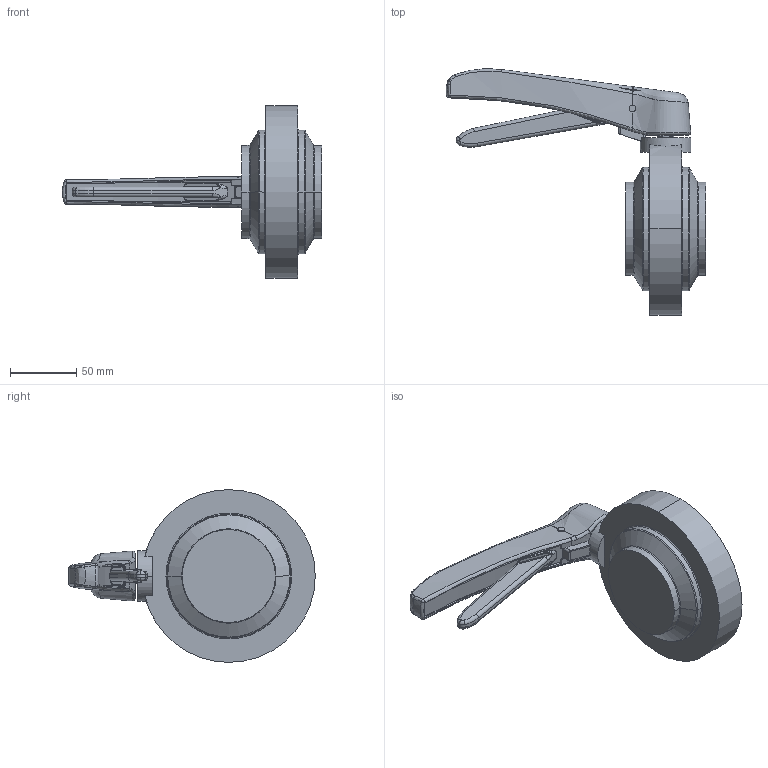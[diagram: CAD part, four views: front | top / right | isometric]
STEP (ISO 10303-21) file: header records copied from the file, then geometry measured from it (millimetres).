
FILE_DESCRIPTION (( 'STEP AP214' ), '1' );
FILE_NAME ('4301065xxx-xxx.STEP', '2012-11-15T07:15:42', ( 'Install' ), ( '' ), 'SwSTEP 2.0', 'SolidWorks 2011', '' );
FILE_SCHEMA (( 'AUTOMOTIVE_DESIGN' ));
Length unit declared in the file: millimetre
Products named in the file (1): 4301065xxx-xxx
Bounding box: 194.99 x 185.47 x 130 mm (x, y, z)
Volume: 627462.3 mm3; surface area: 68148.2 mm2
Topology: 1 solids, 1 shells, 198 faces, 505 edges, 308 vertices
Faces by surface type: bspline 71, cylinder 53, plane 46, torus 24, cone 4
Entity records: 11586 total; most frequent: CARTESIAN_POINT 7446, ORIENTED_EDGE 994, DIRECTION 687, EDGE_CURVE 497, VERTEX_POINT 308, AXIS2_PLACEMENT_3D 282, EDGE_LOOP 207, FACE_OUTER_BOUND 198
